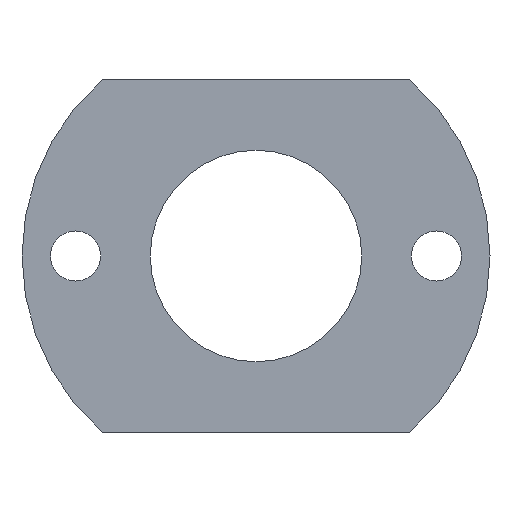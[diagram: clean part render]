
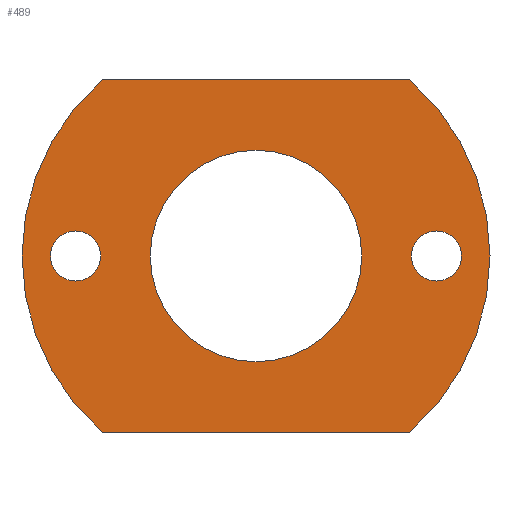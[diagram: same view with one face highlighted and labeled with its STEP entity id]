
A CAD part, front view. The second image highlights one B-rep face of the part: STEP entity #489.
In plain terms, the highlighted planar face has unit normal (0, -1, 0).
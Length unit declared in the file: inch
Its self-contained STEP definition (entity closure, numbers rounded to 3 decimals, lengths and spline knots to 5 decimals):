
#17 = CIRCLE ( 'NONE', #227, 0.1875 ) ;
#39 = FACE_OUTER_BOUND ( 'NONE', #189, .T. ) ;
#41 = FACE_BOUND ( 'NONE', #134, .T. ) ;
#42 = FACE_BOUND ( 'NONE', #192, .T. ) ;
#44 = FACE_BOUND ( 'NONE', #137, .T. ) ;
#63 = CIRCLE ( 'NONE', #204, 0.0445 ) ;
#66 = VECTOR ( 'NONE', #426, 39.37008 ) ;
#67 = LINE ( 'NONE', #425, #66 ) ;
#75 = CIRCLE ( 'NONE', #207, 0.0445 ) ;
#82 = CIRCLE ( 'NONE', #219, 0.415 ) ;
#84 = LINE ( 'NONE', #313, #106 ) ;
#95 = CIRCLE ( 'NONE', #236, 0.0445 ) ;
#97 = CIRCLE ( 'NONE', #231, 0.0445 ) ;
#99 = ORIENTED_EDGE ( 'NONE', *, *, #266, .F. ) ;
#102 = CIRCLE ( 'NONE', #229, 0.415 ) ;
#106 = VECTOR ( 'NONE', #314, 39.37008 ) ;
#107 = CIRCLE ( 'NONE', #201, 0.1875 ) ;
#134 = EDGE_LOOP ( 'NONE', ( #165, #172 ) ) ;
#137 = EDGE_LOOP ( 'NONE', ( #187, #99 ) ) ;
#145 = ORIENTED_EDGE ( 'NONE', *, *, #259, .F. ) ;
#158 = ORIENTED_EDGE ( 'NONE', *, *, #250, .F. ) ;
#165 = ORIENTED_EDGE ( 'NONE', *, *, #247, .F. ) ;
#172 = ORIENTED_EDGE ( 'NONE', *, *, #504, .F. ) ;
#174 = ORIENTED_EDGE ( 'NONE', *, *, #255, .F. ) ;
#176 = ORIENTED_EDGE ( 'NONE', *, *, #251, .F. ) ;
#178 = ORIENTED_EDGE ( 'NONE', *, *, #237, .F. ) ;
#179 = ORIENTED_EDGE ( 'NONE', *, *, #265, .F. ) ;
#187 = ORIENTED_EDGE ( 'NONE', *, *, #238, .F. ) ;
#189 = EDGE_LOOP ( 'NONE', ( #174, #158, #176, #179 ) ) ;
#192 = EDGE_LOOP ( 'NONE', ( #178, #145 ) ) ;
#201 = AXIS2_PLACEMENT_3D ( 'NONE', #302, #306, #307 ) ;
#204 = AXIS2_PLACEMENT_3D ( 'NONE', #414, #431, #432 ) ;
#207 = AXIS2_PLACEMENT_3D ( 'NONE', #329, #400, #401 ) ;
#211 = AXIS2_PLACEMENT_3D ( 'NONE', #471, #474, #475 ) ;
#219 = AXIS2_PLACEMENT_3D ( 'NONE', #324, #325, #326 ) ;
#227 = AXIS2_PLACEMENT_3D ( 'NONE', #469, #472, #477 ) ;
#229 = AXIS2_PLACEMENT_3D ( 'NONE', #315, #316, #317 ) ;
#231 = AXIS2_PLACEMENT_3D ( 'NONE', #299, #303, #301 ) ;
#236 = AXIS2_PLACEMENT_3D ( 'NONE', #296, #300, #298 ) ;
#237 = EDGE_CURVE ( 'NONE', #482, #481, #95, .T. ) ;
#238 = EDGE_CURVE ( 'NONE', #272, #271, #97, .T. ) ;
#247 = EDGE_CURVE ( 'NONE', #276, #278, #107, .T. ) ;
#250 = EDGE_CURVE ( 'NONE', #286, #277, #84, .T. ) ;
#251 = EDGE_CURVE ( 'NONE', #281, #286, #102, .T. ) ;
#255 = EDGE_CURVE ( 'NONE', #277, #280, #82, .T. ) ;
#259 = EDGE_CURVE ( 'NONE', #481, #482, #75, .T. ) ;
#265 = EDGE_CURVE ( 'NONE', #280, #281, #67, .T. ) ;
#266 = EDGE_CURVE ( 'NONE', #271, #272, #63, .T. ) ;
#271 = VERTEX_POINT ( 'NONE', #435 ) ;
#272 = VERTEX_POINT ( 'NONE', #415 ) ;
#276 = VERTEX_POINT ( 'NONE', #439 ) ;
#277 = VERTEX_POINT ( 'NONE', #440 ) ;
#278 = VERTEX_POINT ( 'NONE', #444 ) ;
#280 = VERTEX_POINT ( 'NONE', #445 ) ;
#281 = VERTEX_POINT ( 'NONE', #446 ) ;
#286 = VERTEX_POINT ( 'NONE', #352 ) ;
#296 = CARTESIAN_POINT ( 'NONE',  ( -0.32, 0., 0. ) ) ;
#298 = DIRECTION ( 'NONE',  ( 0., 0., -1. ) ) ;
#299 = CARTESIAN_POINT ( 'NONE',  ( 0.32, 0., 0. ) ) ;
#300 = DIRECTION ( 'NONE',  ( 0., -1., 0. ) ) ;
#301 = DIRECTION ( 'NONE',  ( 0., 0., -1. ) ) ;
#302 = CARTESIAN_POINT ( 'NONE',  ( 0., 0., 0. ) ) ;
#303 = DIRECTION ( 'NONE',  ( 0., -1., 0. ) ) ;
#306 = DIRECTION ( 'NONE',  ( 0., -1., 0. ) ) ;
#307 = DIRECTION ( 'NONE',  ( 0., 0., -1. ) ) ;
#313 = CARTESIAN_POINT ( 'NONE',  ( -0.27307, 0., 0.3125 ) ) ;
#314 = DIRECTION ( 'NONE',  ( 1., 0., 0. ) ) ;
#315 = CARTESIAN_POINT ( 'NONE',  ( 0., 0., 0. ) ) ;
#316 = DIRECTION ( 'NONE',  ( 0., 1., 0. ) ) ;
#317 = DIRECTION ( 'NONE',  ( 0., 0., 1. ) ) ;
#324 = CARTESIAN_POINT ( 'NONE',  ( 0., 0., 0. ) ) ;
#325 = DIRECTION ( 'NONE',  ( 0., 1., 0. ) ) ;
#326 = DIRECTION ( 'NONE',  ( 0., 0., 1. ) ) ;
#329 = CARTESIAN_POINT ( 'NONE',  ( -0.32, 0., 0. ) ) ;
#352 = CARTESIAN_POINT ( 'NONE',  ( -0.27307, 0., 0.3125 ) ) ;
#353 = CARTESIAN_POINT ( 'NONE',  ( -0.32, 0., 0.0445 ) ) ;
#356 = CARTESIAN_POINT ( 'NONE',  ( -0.32, 0., -0.0445 ) ) ;
#400 = DIRECTION ( 'NONE',  ( 0., -1., 0. ) ) ;
#401 = DIRECTION ( 'NONE',  ( 0., 0., -1. ) ) ;
#414 = CARTESIAN_POINT ( 'NONE',  ( 0.32, 0., 0. ) ) ;
#415 = CARTESIAN_POINT ( 'NONE',  ( 0.32, 0., -0.0445 ) ) ;
#425 = CARTESIAN_POINT ( 'NONE',  ( -0.27307, 0., -0.3125 ) ) ;
#426 = DIRECTION ( 'NONE',  ( -1., 0., 0. ) ) ;
#431 = DIRECTION ( 'NONE',  ( 0., -1., 0. ) ) ;
#432 = DIRECTION ( 'NONE',  ( 0., 0., -1. ) ) ;
#435 = CARTESIAN_POINT ( 'NONE',  ( 0.32, 0., 0.0445 ) ) ;
#439 = CARTESIAN_POINT ( 'NONE',  ( 0., 0., -0.1875 ) ) ;
#440 = CARTESIAN_POINT ( 'NONE',  ( 0.27307, 0., 0.3125 ) ) ;
#444 = CARTESIAN_POINT ( 'NONE',  ( 0., 0., 0.1875 ) ) ;
#445 = CARTESIAN_POINT ( 'NONE',  ( 0.27307, 0., -0.3125 ) ) ;
#446 = CARTESIAN_POINT ( 'NONE',  ( -0.27307, 0., -0.3125 ) ) ;
#460 = PLANE ( 'NONE',  #211 ) ;
#469 = CARTESIAN_POINT ( 'NONE',  ( 0., 0., 0. ) ) ;
#471 = CARTESIAN_POINT ( 'NONE',  ( 0., 0., 0. ) ) ;
#472 = DIRECTION ( 'NONE',  ( 0., -1., 0. ) ) ;
#474 = DIRECTION ( 'NONE',  ( 0., 1., 0. ) ) ;
#475 = DIRECTION ( 'NONE',  ( 0., 0., 1. ) ) ;
#477 = DIRECTION ( 'NONE',  ( 0., 0., -1. ) ) ;
#481 = VERTEX_POINT ( 'NONE', #353 ) ;
#482 = VERTEX_POINT ( 'NONE', #356 ) ;
#489 = ADVANCED_FACE ( 'NONE', ( #42, #44, #41, #39 ), #460, .F. ) ;
#504 = EDGE_CURVE ( 'NONE', #278, #276, #17, .T. ) ;
